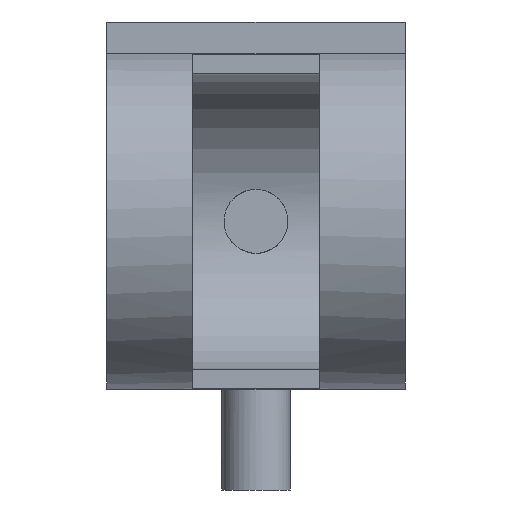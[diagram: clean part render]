
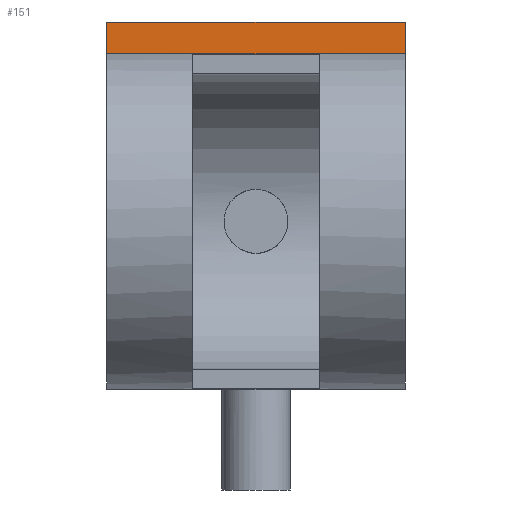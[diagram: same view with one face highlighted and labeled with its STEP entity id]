
A CAD part, front view. The second image highlights one B-rep face of the part: STEP entity #151.
In plain terms, the highlighted planar face has unit normal (0, -1, 0).
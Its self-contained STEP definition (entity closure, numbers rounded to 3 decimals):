
#63 = CARTESIAN_POINT ( 'NONE',  ( 70., -9., 78.486 ) ) ;
#113 = DIRECTION ( 'NONE',  ( 0., 0., 1. ) ) ;
#151 = ADVANCED_FACE ( 'NONE', ( #2501 ), #351, .F. ) ;
#237 = DIRECTION ( 'NONE',  ( -1., 0., 0. ) ) ;
#351 = PLANE ( 'NONE',  #1204 ) ;
#372 = VERTEX_POINT ( 'NONE', #2676 ) ;
#688 = DIRECTION ( 'NONE',  ( 0., 0., -1. ) ) ;
#796 = VECTOR ( 'NONE', #237, 1000. ) ;
#977 = DIRECTION ( 'NONE',  ( 0., 0., -1. ) ) ;
#1040 = DIRECTION ( 'NONE',  ( -1., 0., 0. ) ) ;
#1052 = VECTOR ( 'NONE', #1040, 1000. ) ;
#1142 = ORIENTED_EDGE ( 'NONE', *, *, #2072, .T. ) ;
#1204 = AXIS2_PLACEMENT_3D ( 'NONE', #1325, #2269, #113 ) ;
#1307 = CARTESIAN_POINT ( 'NONE',  ( -70., -9., 93.486 ) ) ;
#1325 = CARTESIAN_POINT ( 'NONE',  ( 70., -9., 93.486 ) ) ;
#1444 = LINE ( 'NONE', #2394, #796 ) ;
#1451 = VERTEX_POINT ( 'NONE', #1567 ) ;
#1567 = CARTESIAN_POINT ( 'NONE',  ( 70., -9., 78.486 ) ) ;
#1632 = ORIENTED_EDGE ( 'NONE', *, *, #2764, .F. ) ;
#1877 = LINE ( 'NONE', #2807, #2258 ) ;
#1917 = VERTEX_POINT ( 'NONE', #2534 ) ;
#2072 = EDGE_CURVE ( 'NONE', #372, #3078, #1444, .T. ) ;
#2088 = EDGE_CURVE ( 'NONE', #3078, #1917, #2160, .T. ) ;
#2138 = EDGE_CURVE ( 'NONE', #1451, #1917, #2225, .T. ) ;
#2160 = LINE ( 'NONE', #3074, #2539 ) ;
#2225 = LINE ( 'NONE', #63, #1052 ) ;
#2258 = VECTOR ( 'NONE', #688, 1000. ) ;
#2269 = DIRECTION ( 'NONE',  ( 0., 1., 0. ) ) ;
#2394 = CARTESIAN_POINT ( 'NONE',  ( 70., -9., 93.486 ) ) ;
#2501 = FACE_OUTER_BOUND ( 'NONE', #2579, .T. ) ;
#2534 = CARTESIAN_POINT ( 'NONE',  ( -70., -9., 78.486 ) ) ;
#2539 = VECTOR ( 'NONE', #977, 1000. ) ;
#2579 = EDGE_LOOP ( 'NONE', ( #2963, #2978, #1632, #1142 ) ) ;
#2676 = CARTESIAN_POINT ( 'NONE',  ( 70., -9., 93.486 ) ) ;
#2764 = EDGE_CURVE ( 'NONE', #372, #1451, #1877, .T. ) ;
#2807 = CARTESIAN_POINT ( 'NONE',  ( 70., -9., 93.486 ) ) ;
#2963 = ORIENTED_EDGE ( 'NONE', *, *, #2088, .T. ) ;
#2978 = ORIENTED_EDGE ( 'NONE', *, *, #2138, .F. ) ;
#3074 = CARTESIAN_POINT ( 'NONE',  ( -70., -9., 93.486 ) ) ;
#3078 = VERTEX_POINT ( 'NONE', #1307 ) ;
